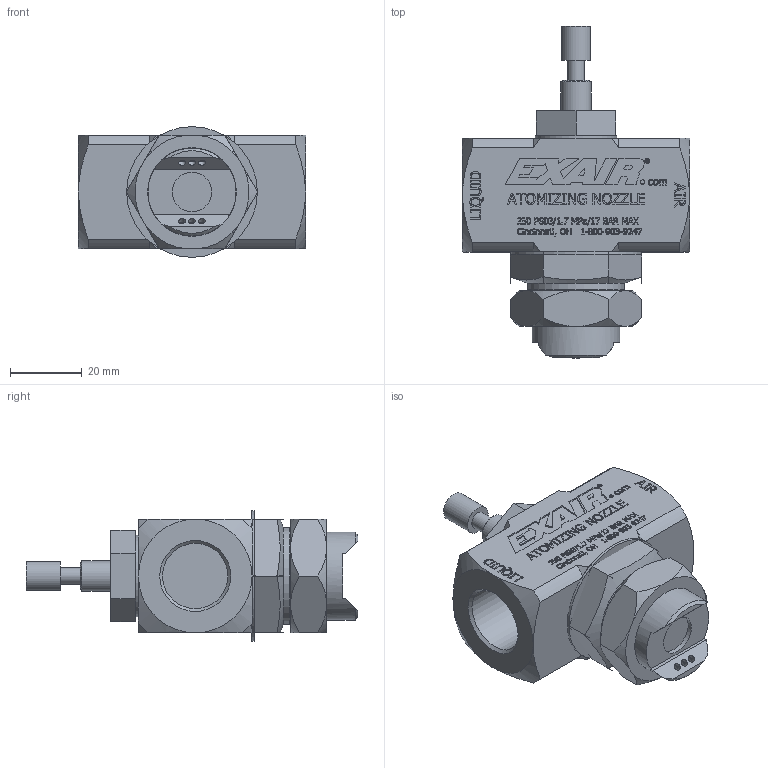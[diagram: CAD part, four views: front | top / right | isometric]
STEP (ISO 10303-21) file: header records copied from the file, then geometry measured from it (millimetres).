
FILE_DESCRIPTION(/* description */ (''),/* implementation_level */ '2;1');
FILE_NAME(/* name */ 'EF5010SS.stp',/* time_stamp */ '2017-03-08T08:37:02-05:00',/* author */ ('Adam Laub'),/* organization */ (''),/* preprocessor_version */ 'ST-DEVELOPER v16.5',/* originating_system */ 'Autodesk Inventor 2017',/* authorisation */ '');
FILE_SCHEMA (('AUTOMOTIVE_DESIGN { 1 0 10303 214 3 1 1 }'));
Length unit declared in the file: inch
Products named in the file (9): EF5010SS; 901529; 901542; 901530; 901541; 901524; 901532-100-dim; 901534; 901546-EF100-DIM
Assembly tree (8 placements, depth 2):
  EF5010SS
    901529
    901542
    901530
    901541
    901524
    901532-100-dim
    901534
    901546-EF100-DIM
Bounding box: 63.5 x 92.79 x 36.51 mm (x, y, z)
Volume: 71059.7 mm3; surface area: 29317.5 mm2
Topology: 8 solids, 8 shells, 1467 faces, 3885 edges, 2583 vertices
Faces by surface type: plane 890, bspline 443, cylinder 79, cone 55
Full cylindrical faces by diameter (mm): 1.905 x6, 2.184 x6, 4.75 x8, 4.763 x1, 6.35 x2, 7.925 x2, 8.128 x1, 8.433 x1, 8.611 x1, 10.668 x2, 11.049 x1, 11.112 x1, 13.191 x1, 14.287 x1, 14.684 x1, 15.478 x1, 15.875 x3, 15.984 x2, 16.669 x1, 18.256 x2, 19.032 x1, 22.86 x1, 24.606 x1, 24.816 x1, 26.987 x2, 27.686 x1, 28.545 x1, 28.557 x1, 36.512 x1
Entity records: 47436 total; most frequent: CARTESIAN_POINT 14143, ORIENTED_EDGE 7584, DIRECTION 5122, EDGE_CURVE 3792, LINE 2610, VECTOR 2610, VERTEX_POINT 2563, EDGE_LOOP 1717
